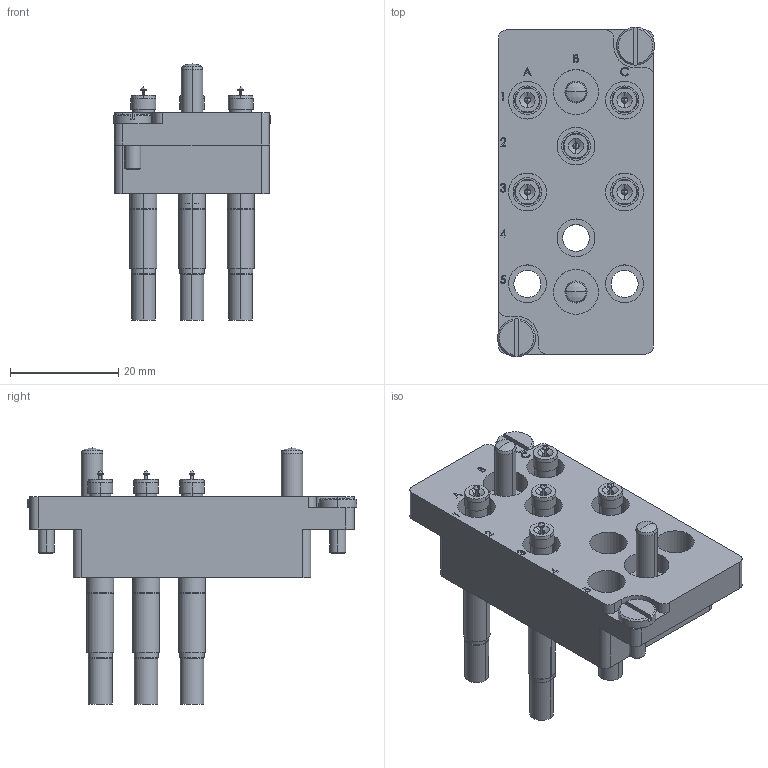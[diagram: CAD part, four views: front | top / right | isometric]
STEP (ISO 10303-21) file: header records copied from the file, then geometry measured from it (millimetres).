
FILE_DESCRIPTION (( 'STEP AP214' ), '1' );
FILE_NAME ('INGUN_41825.STEP', '2023-01-17T10:56:53', ( '' ), ( '' ), 'SwSTEP 2.0', 'SolidWorks 2021', '' );
FILE_SCHEMA (( 'AUTOMOTIVE_DESIGN' ));
Length unit declared in the file: millimetre
Products named in the file (8): DIN6325~n_04,0m6x020; INFO_4628~0_SBP-T_Kontaktierung-Seite<S>; DIN923~n_M03x04-A2; INGUN_41825; KS-810-Master__ADA~ks_KS-810 R; 41166~6_S; 41166~6; HFS-860-0075__ADA~hfs_S
Assembly tree (17 placements, depth 3):
  INGUN_41825
    41166~6_S
      41166~6
      INFO_4628~0_SBP-T_Kontaktierung-Seite<S>
    DIN923~n_M03x04-A2  x2
    HFS-860-0075__ADA~hfs_S  x5
    KS-810-Master__ADA~ks_KS-810 R  x5
    DIN6325~n_04,0m6x020  x2
Bounding box: 29 x 61 x 47.4 mm (x, y, z)
Volume: 21538.3 mm3; surface area: 16138.7 mm2
Topology: 33 solids, 38 shells, 2487 faces, 5915 edges, 3567 vertices
Faces by surface type: plane 1808, cylinder 537, cone 88, bspline 46, sphere 8
Entity records: 23033 total; most frequent: CARTESIAN_POINT 6283, DIRECTION 3464, ORIENTED_EDGE 3314, EDGE_CURVE 1657, AXIS2_PLACEMENT_3D 1241, VERTEX_POINT 1028, VECTOR 982, LINE 982
